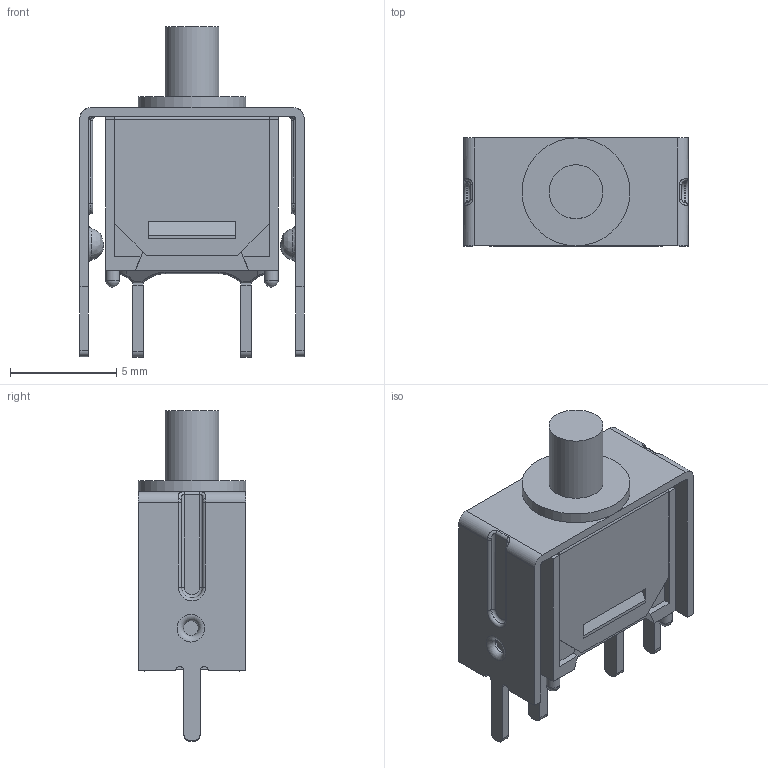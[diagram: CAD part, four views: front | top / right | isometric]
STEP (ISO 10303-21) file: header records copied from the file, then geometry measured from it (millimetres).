
FILE_DESCRIPTION(/* description */ (''),/* implementation_level */ '2;1');
FILE_NAME(/* name */ '800SP9B10VS2xE.stp',/* time_stamp */ '2024-04-24T11:03:42-05:00',/* author */ ('mroman'),/* organization */ (''),/* preprocessor_version */ 'ST-DEVELOPER v18.1',/* originating_system */ 'Autodesk Inventor 2022',/* authorisation */ '');
FILE_SCHEMA (('AUTOMOTIVE_DESIGN { 1 0 10303 214 3 1 1 }'));
Length unit declared in the file: millimetre
Products named in the file (1): 800SP9B10VS2xE
Bounding box: 10.56 x 5.08 x 15.56 mm (x, y, z)
Volume: 251.5 mm3; surface area: 940.7 mm2
Topology: 1 solids, 2 shells, 261 faces, 672 edges, 411 vertices
Faces by surface type: plane 140, cylinder 67, bspline 32, torus 18, sphere 4
Full cylindrical faces by diameter (mm): 0.65 x4, 0.7 x2, 2.54 x2, 5.08 x1
Entity records: 8852 total; most frequent: CARTESIAN_POINT 2570, ORIENTED_EDGE 1328, DIRECTION 1259, EDGE_CURVE 664, AXIS2_PLACEMENT_3D 422, LINE 415, VECTOR 415, VERTEX_POINT 411
